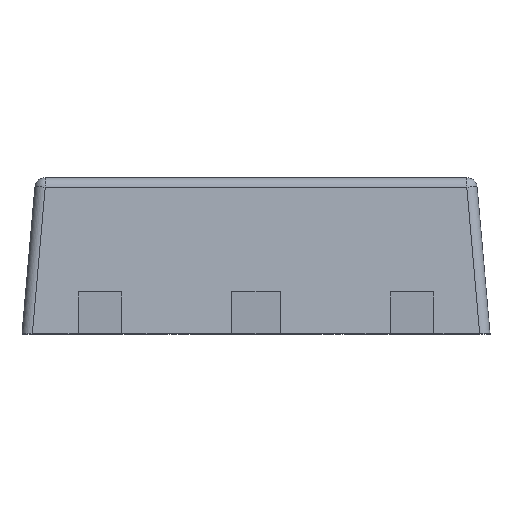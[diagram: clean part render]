
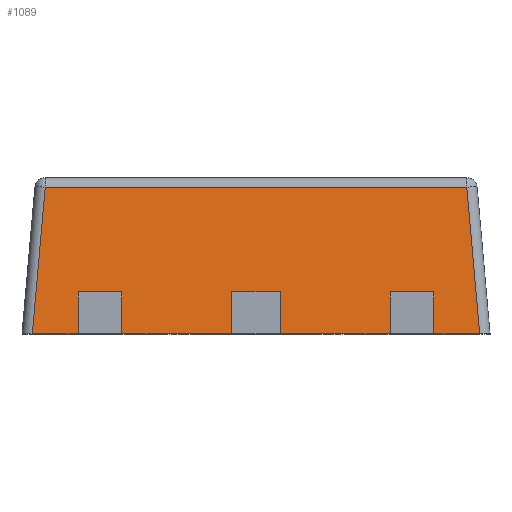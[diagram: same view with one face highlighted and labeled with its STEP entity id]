
A CAD part, top view. The second image highlights one B-rep face of the part: STEP entity #1089.
In plain terms, the highlighted planar face has unit normal (0, 0.087, 0.996).
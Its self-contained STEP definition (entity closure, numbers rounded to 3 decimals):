
#2 = VECTOR ( 'NONE', #660, 1000. ) ;
#14 = DIRECTION ( 'NONE',  ( -0.087, -0.992, 0.087 ) ) ;
#15 = ORIENTED_EDGE ( 'NONE', *, *, #1039, .F. ) ;
#32 = DIRECTION ( 'NONE',  ( 0., 0.996, -0.087 ) ) ;
#33 = ORIENTED_EDGE ( 'NONE', *, *, #465, .F. ) ;
#47 = CARTESIAN_POINT ( 'NONE',  ( -0.235, 0.4, 1.215 ) ) ;
#56 = EDGE_CURVE ( 'NONE', #1165, #566, #1352, .T. ) ;
#66 = LINE ( 'NONE', #849, #1184 ) ;
#79 = DIRECTION ( 'NONE',  ( -1., 0., 0. ) ) ;
#98 = VERTEX_POINT ( 'NONE', #768 ) ;
#103 = DIRECTION ( 'NONE',  ( 0., -0.996, 0.087 ) ) ;
#105 = VECTOR ( 'NONE', #336, 1000. ) ;
#118 = LINE ( 'NONE', #125, #943 ) ;
#125 = CARTESIAN_POINT ( 'NONE',  ( -2.117, 0.379, 1.217 ) ) ;
#146 = LINE ( 'NONE', #466, #551 ) ;
#148 = CARTESIAN_POINT ( 'NONE',  ( -0.235, 0., 1.25 ) ) ;
#155 = EDGE_CURVE ( 'NONE', #677, #98, #1002, .T. ) ;
#164 = DIRECTION ( 'NONE',  ( 0., -0.996, 0.087 ) ) ;
#171 = VECTOR ( 'NONE', #996, 1000. ) ;
#176 = EDGE_CURVE ( 'NONE', #1350, #1149, #971, .T. ) ;
#188 = CARTESIAN_POINT ( 'NONE',  ( 2.25, 0.4, 1.215 ) ) ;
#190 = LINE ( 'NONE', #1318, #1341 ) ;
#191 = EDGE_CURVE ( 'NONE', #864, #1350, #118, .T. ) ;
#203 = LINE ( 'NONE', #886, #171 ) ;
#213 = CARTESIAN_POINT ( 'NONE',  ( -2.027, 1.409, 1.127 ) ) ;
#216 = ORIENTED_EDGE ( 'NONE', *, *, #191, .T. ) ;
#221 = CARTESIAN_POINT ( 'NONE',  ( 2.25, 0., 1.25 ) ) ;
#225 = VERTEX_POINT ( 'NONE', #859 ) ;
#227 = EDGE_CURVE ( 'NONE', #404, #864, #956, .T. ) ;
#241 = EDGE_CURVE ( 'NONE', #566, #404, #190, .T. ) ;
#249 = VERTEX_POINT ( 'NONE', #338 ) ;
#263 = ORIENTED_EDGE ( 'NONE', *, *, #56, .T. ) ;
#264 = CARTESIAN_POINT ( 'NONE',  ( -2.119, 1.409, 1.127 ) ) ;
#302 = DIRECTION ( 'NONE',  ( -1., 0., 0. ) ) ;
#307 = ORIENTED_EDGE ( 'NONE', *, *, #400, .F. ) ;
#315 = EDGE_CURVE ( 'NONE', #1165, #1151, #726, .T. ) ;
#336 = DIRECTION ( 'NONE',  ( 1., 0., 0. ) ) ;
#338 = CARTESIAN_POINT ( 'NONE',  ( -1.29, 0., 1.25 ) ) ;
#356 = CARTESIAN_POINT ( 'NONE',  ( -2.15, 0., 1.25 ) ) ;
#358 = DIRECTION ( 'NONE',  ( 0., -0.996, 0.087 ) ) ;
#361 = VERTEX_POINT ( 'NONE', #1306 ) ;
#363 = VERTEX_POINT ( 'NONE', #47 ) ;
#372 = DIRECTION ( 'NONE',  ( -1., 0., 0. ) ) ;
#384 = ORIENTED_EDGE ( 'NONE', *, *, #176, .T. ) ;
#393 = DIRECTION ( 'NONE',  ( 0., -0.996, 0.087 ) ) ;
#394 = VECTOR ( 'NONE', #900, 1000. ) ;
#400 = EDGE_CURVE ( 'NONE', #1151, #225, #1042, .T. ) ;
#404 = VERTEX_POINT ( 'NONE', #789 ) ;
#411 = EDGE_CURVE ( 'NONE', #249, #361, #203, .T. ) ;
#429 = VECTOR ( 'NONE', #32, 1000. ) ;
#434 = VECTOR ( 'NONE', #358, 1000. ) ;
#441 = VECTOR ( 'NONE', #372, 1000. ) ;
#463 = ORIENTED_EDGE ( 'NONE', *, *, #241, .T. ) ;
#465 = EDGE_CURVE ( 'NONE', #363, #361, #1066, .T. ) ;
#466 = CARTESIAN_POINT ( 'NONE',  ( 2.25, 0., 1.25 ) ) ;
#471 = CARTESIAN_POINT ( 'NONE',  ( 2.25, 0.4, 1.215 ) ) ;
#482 = ORIENTED_EDGE ( 'NONE', *, *, #1275, .F. ) ;
#490 = CARTESIAN_POINT ( 'NONE',  ( 1.29, 0., 1.25 ) ) ;
#503 = VERTEX_POINT ( 'NONE', #1128 ) ;
#508 = CARTESIAN_POINT ( 'NONE',  ( 1.71, 0.4, 1.215 ) ) ;
#525 = VECTOR ( 'NONE', #872, 1000. ) ;
#551 = VECTOR ( 'NONE', #1333, 1000. ) ;
#566 = VERTEX_POINT ( 'NONE', #803 ) ;
#582 = VERTEX_POINT ( 'NONE', #1103 ) ;
#594 = CARTESIAN_POINT ( 'NONE',  ( 0.235, 0., 1.25 ) ) ;
#611 = CARTESIAN_POINT ( 'NONE',  ( -1.71, 0., 1.25 ) ) ;
#615 = CARTESIAN_POINT ( 'NONE',  ( 2.25, 0.4, 1.215 ) ) ;
#643 = AXIS2_PLACEMENT_3D ( 'NONE', #804, #1232, #393 ) ;
#648 = VECTOR ( 'NONE', #1274, 1000. ) ;
#652 = CARTESIAN_POINT ( 'NONE',  ( -1.29, 0., 1.25 ) ) ;
#660 = DIRECTION ( 'NONE',  ( 0., 0.996, -0.087 ) ) ;
#677 = VERTEX_POINT ( 'NONE', #594 ) ;
#685 = EDGE_CURVE ( 'NONE', #677, #582, #146, .T. ) ;
#705 = ORIENTED_EDGE ( 'NONE', *, *, #760, .F. ) ;
#724 = CARTESIAN_POINT ( 'NONE',  ( -1.71, 0.4, 1.215 ) ) ;
#726 = LINE ( 'NONE', #1283, #429 ) ;
#760 = EDGE_CURVE ( 'NONE', #249, #503, #857, .T. ) ;
#768 = CARTESIAN_POINT ( 'NONE',  ( 0.235, 0.4, 1.215 ) ) ;
#789 = CARTESIAN_POINT ( 'NONE',  ( 2.027, 1.409, 1.127 ) ) ;
#803 = CARTESIAN_POINT ( 'NONE',  ( 2.15, 0., 1.25 ) ) ;
#804 = CARTESIAN_POINT ( 'NONE',  ( 2.25, 0., 1.25 ) ) ;
#848 = EDGE_CURVE ( 'NONE', #1268, #1149, #66, .T. ) ;
#849 = CARTESIAN_POINT ( 'NONE',  ( -1.71, 0., 1.25 ) ) ;
#857 = LINE ( 'NONE', #652, #648 ) ;
#859 = CARTESIAN_POINT ( 'NONE',  ( 1.29, 0.4, 1.215 ) ) ;
#864 = VERTEX_POINT ( 'NONE', #213 ) ;
#872 = DIRECTION ( 'NONE',  ( 1., 0., 0. ) ) ;
#886 = CARTESIAN_POINT ( 'NONE',  ( 2.25, 0., 1.25 ) ) ;
#900 = DIRECTION ( 'NONE',  ( -1., 0., 0. ) ) ;
#922 = CARTESIAN_POINT ( 'NONE',  ( 1.71, 0., 1.25 ) ) ;
#938 = FACE_OUTER_BOUND ( 'NONE', #1061, .T. ) ;
#943 = VECTOR ( 'NONE', #14, 1000. ) ;
#952 = LINE ( 'NONE', #188, #1077 ) ;
#956 = LINE ( 'NONE', #264, #394 ) ;
#971 = LINE ( 'NONE', #221, #105 ) ;
#996 = DIRECTION ( 'NONE',  ( 1., 0., 0. ) ) ;
#1002 = LINE ( 'NONE', #1171, #2 ) ;
#1013 = DIRECTION ( 'NONE',  ( -0.087, 0.992, -0.087 ) ) ;
#1017 = LINE ( 'NONE', #615, #1229 ) ;
#1039 = EDGE_CURVE ( 'NONE', #225, #582, #1140, .T. ) ;
#1042 = LINE ( 'NONE', #471, #441 ) ;
#1061 = EDGE_LOOP ( 'NONE', ( #1141, #263, #463, #1335, #216, #384, #1262, #482, #705, #1126, #33, #1354, #1157, #1107, #15, #307 ) ) ;
#1066 = LINE ( 'NONE', #148, #434 ) ;
#1077 = VECTOR ( 'NONE', #302, 1000. ) ;
#1082 = CARTESIAN_POINT ( 'NONE',  ( 2.25, 0., 1.25 ) ) ;
#1089 = ADVANCED_FACE ( 'NONE', ( #938 ), #1132, .T. ) ;
#1103 = CARTESIAN_POINT ( 'NONE',  ( 1.29, 0., 1.25 ) ) ;
#1106 = VECTOR ( 'NONE', #164, 1000. ) ;
#1107 = ORIENTED_EDGE ( 'NONE', *, *, #685, .T. ) ;
#1126 = ORIENTED_EDGE ( 'NONE', *, *, #411, .T. ) ;
#1128 = CARTESIAN_POINT ( 'NONE',  ( -1.29, 0.4, 1.215 ) ) ;
#1132 = PLANE ( 'NONE',  #643 ) ;
#1140 = LINE ( 'NONE', #490, #1106 ) ;
#1141 = ORIENTED_EDGE ( 'NONE', *, *, #315, .F. ) ;
#1149 = VERTEX_POINT ( 'NONE', #611 ) ;
#1151 = VERTEX_POINT ( 'NONE', #508 ) ;
#1157 = ORIENTED_EDGE ( 'NONE', *, *, #155, .F. ) ;
#1165 = VERTEX_POINT ( 'NONE', #922 ) ;
#1171 = CARTESIAN_POINT ( 'NONE',  ( 0.235, 0., 1.25 ) ) ;
#1184 = VECTOR ( 'NONE', #103, 1000. ) ;
#1229 = VECTOR ( 'NONE', #79, 1000. ) ;
#1232 = DIRECTION ( 'NONE',  ( 0., 0.087, 0.996 ) ) ;
#1245 = EDGE_CURVE ( 'NONE', #98, #363, #1017, .T. ) ;
#1262 = ORIENTED_EDGE ( 'NONE', *, *, #848, .F. ) ;
#1268 = VERTEX_POINT ( 'NONE', #724 ) ;
#1274 = DIRECTION ( 'NONE',  ( 0., 0.996, -0.087 ) ) ;
#1275 = EDGE_CURVE ( 'NONE', #503, #1268, #952, .T. ) ;
#1283 = CARTESIAN_POINT ( 'NONE',  ( 1.71, 0., 1.25 ) ) ;
#1306 = CARTESIAN_POINT ( 'NONE',  ( -0.235, 0., 1.25 ) ) ;
#1318 = CARTESIAN_POINT ( 'NONE',  ( 2.151, -0.009, 1.251 ) ) ;
#1333 = DIRECTION ( 'NONE',  ( 1., 0., 0. ) ) ;
#1335 = ORIENTED_EDGE ( 'NONE', *, *, #227, .T. ) ;
#1341 = VECTOR ( 'NONE', #1013, 1000. ) ;
#1350 = VERTEX_POINT ( 'NONE', #356 ) ;
#1352 = LINE ( 'NONE', #1082, #525 ) ;
#1354 = ORIENTED_EDGE ( 'NONE', *, *, #1245, .F. ) ;
